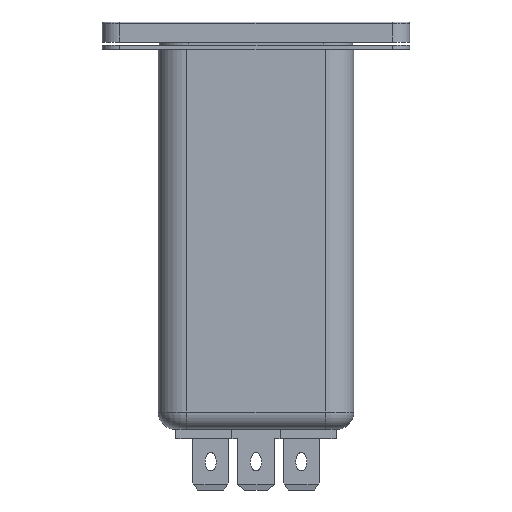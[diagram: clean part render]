
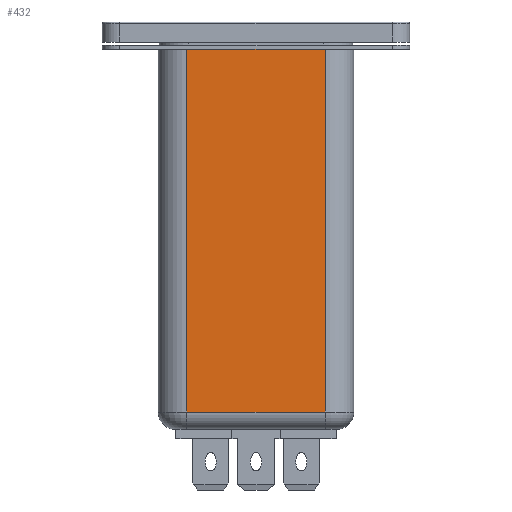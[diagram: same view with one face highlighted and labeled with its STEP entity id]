
A CAD part, front view. The second image highlights one B-rep face of the part: STEP entity #432.
In plain terms, the highlighted planar face has unit normal (0, -1, 0).
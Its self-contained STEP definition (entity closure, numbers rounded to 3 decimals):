
#428 = VERTEX_POINT ( 'NONE', #2556 ) ;
#430 = EDGE_CURVE ( 'NONE', #428, #642, #2555, .T. ) ;
#432 = ADVANCED_FACE ( 'NONE', ( #2551 ), #2550, .F. ) ;
#433 = EDGE_LOOP ( 'NONE', ( #434, #435, #438, #537 ) ) ;
#434 = ORIENTED_EDGE ( 'NONE', *, *, #430, .F. ) ;
#435 = ORIENTED_EDGE ( 'NONE', *, *, #436, .T. ) ;
#436 = EDGE_CURVE ( 'NONE', #428, #437, #2545, .T. ) ;
#437 = VERTEX_POINT ( 'NONE', #2541 ) ;
#438 = ORIENTED_EDGE ( 'NONE', *, *, #536, .T. ) ;
#536 = EDGE_CURVE ( 'NONE', #437, #645, #2735, .T. ) ;
#537 = ORIENTED_EDGE ( 'NONE', *, *, #644, .T. ) ;
#642 = VERTEX_POINT ( 'NONE', #2981 ) ;
#644 = EDGE_CURVE ( 'NONE', #645, #642, #2813, .T. ) ;
#645 = VERTEX_POINT ( 'NONE', #2809 ) ;
#2541 = CARTESIAN_POINT ( 'NONE',  ( 11.95, -12.95, -67.5 ) ) ;
#2542 = DIRECTION ( 'NONE',  ( 1., 0., 0. ) ) ;
#2543 = VECTOR ( 'NONE', #2542, 1000. ) ;
#2544 = CARTESIAN_POINT ( 'NONE',  ( 11.95, -12.95, -67.5 ) ) ;
#2545 = LINE ( 'NONE', #2544, #2543 ) ;
#2546 = DIRECTION ( 'NONE',  ( -1., 0., 0. ) ) ;
#2547 = DIRECTION ( 'NONE',  ( 0., 1., 0. ) ) ;
#2548 = CARTESIAN_POINT ( 'NONE',  ( -11.95, -12.95, -70.5 ) ) ;
#2549 = AXIS2_PLACEMENT_3D ( 'NONE', #2548, #2547, #2546 ) ;
#2550 = PLANE ( 'NONE',  #2549 ) ;
#2551 = FACE_OUTER_BOUND ( 'NONE', #433, .T. ) ;
#2552 = DIRECTION ( 'NONE',  ( 0., 0., 1. ) ) ;
#2553 = VECTOR ( 'NONE', #2552, 1000. ) ;
#2554 = CARTESIAN_POINT ( 'NONE',  ( -11.95, -12.95, -70.5 ) ) ;
#2555 = LINE ( 'NONE', #2554, #2553 ) ;
#2556 = CARTESIAN_POINT ( 'NONE',  ( -11.95, -12.95, -67.5 ) ) ;
#2732 = DIRECTION ( 'NONE',  ( 0., 0., 1. ) ) ;
#2733 = VECTOR ( 'NONE', #2732, 1000. ) ;
#2734 = CARTESIAN_POINT ( 'NONE',  ( 11.95, -12.95, -70.5 ) ) ;
#2735 = LINE ( 'NONE', #2734, #2733 ) ;
#2809 = CARTESIAN_POINT ( 'NONE',  ( 11.95, -12.95, -4.712 ) ) ;
#2810 = DIRECTION ( 'NONE',  ( -1., 0., 0. ) ) ;
#2811 = VECTOR ( 'NONE', #2810, 1000. ) ;
#2812 = CARTESIAN_POINT ( 'NONE',  ( -11.95, -12.95, -4.712 ) ) ;
#2813 = LINE ( 'NONE', #2812, #2811 ) ;
#2981 = CARTESIAN_POINT ( 'NONE',  ( -11.95, -12.95, -4.712 ) ) ;
